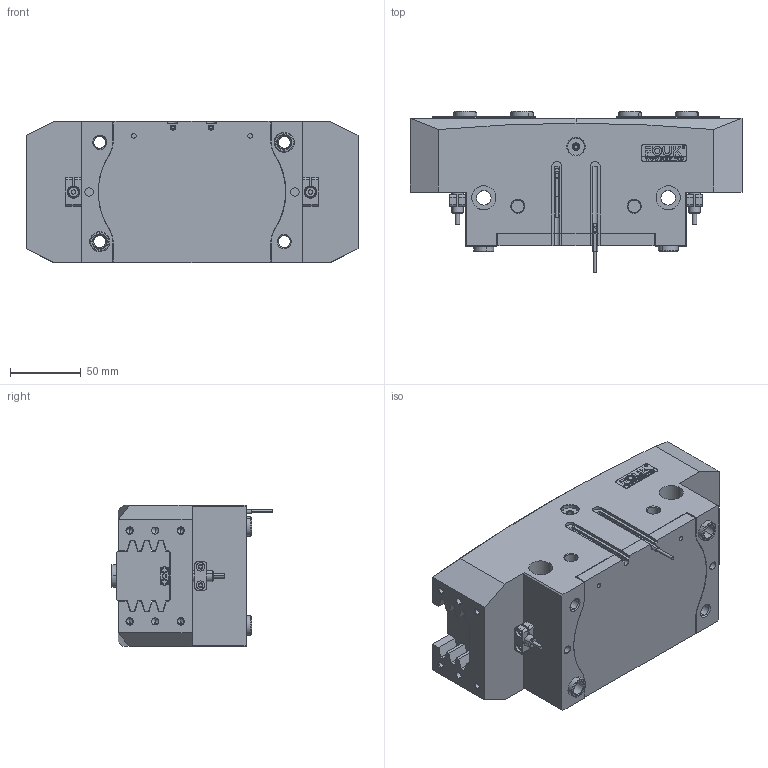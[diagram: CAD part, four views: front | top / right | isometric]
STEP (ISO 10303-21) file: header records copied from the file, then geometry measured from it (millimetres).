
FILE_DESCRIPTION (( 'STEP AP203' ), '1' );
FILE_NAME ('FR99-228-S.STEP', '2025-05-06T08:50:24', ( 'USER-' ), ( 'Microsoft' ), 'SwSTEP 2.0', 'SolidWorks 2018', '' );
FILE_SCHEMA (( 'CONFIG_CONTROL_DESIGN' ));
Length unit declared in the file: millimetre
Products named in the file (14): TRT99-234-MX-06 笢猾え; 32x12-R2; 揤輸蚾饜极; FR99-228-S; TRT99-234-MX-01 喘倛褲极; P-GS-T-01 喘倛蚚標釱; 内六角圆柱头螺钉[GBT70_1-2008][M2.5×8]_M2.5×8; 8x30諉輪羲壽; TRT99-234-SX-02 喘倛賑輸; 揤輸杅耀.sldasm-Part-9; 棠羲換覜ん; TRT99-234-MX-05菁裔啣; ﾏ擎ﾗ16｡ﾁ12｡ﾁ8; ﾏ擎ﾗ14｡ﾁ10｡ﾁ8
Assembly tree (23 placements, depth 3):
  FR99-228-S
    TRT99-234-MX-01 喘倛褲极
    TRT99-234-MX-05菁裔啣
    TRT99-234-MX-06 笢猾え
    P-GS-T-01 喘倛蚚標釱  x2
    8x30諉輪羲壽  x2
    揤輸蚾饜极  x2
      揤輸杅耀.sldasm-Part-9
      内六角圆柱头螺钉[GBT70_1-2008][M2.5×8]_M2.5×8
    32x12-R2
    棠羲換覜ん  x2
    ﾏ擎ﾗ16｡ﾁ12｡ﾁ8  x4
    TRT99-234-SX-02 喘倛賑輸  x2
    ﾏ擎ﾗ14｡ﾁ10｡ﾁ8  x2
Bounding box: 234 x 113.85 x 100 mm (x, y, z)
Volume: 1630226.3 mm3; surface area: 246199.9 mm2
Topology: 24 solids, 32 shells, 1411 faces, 3597 edges, 2283 vertices
Faces by surface type: plane 612, cylinder 387, cone 241, bspline 155, torus 16
Entity records: 41312 total; most frequent: CARTESIAN_POINT 12875, ORIENTED_EDGE 5690, DIRECTION 5186, EDGE_CURVE 2845, VERTEX_POINT 1853, VECTOR 1790, LINE 1790, AXIS2_PLACEMENT_3D 1698
